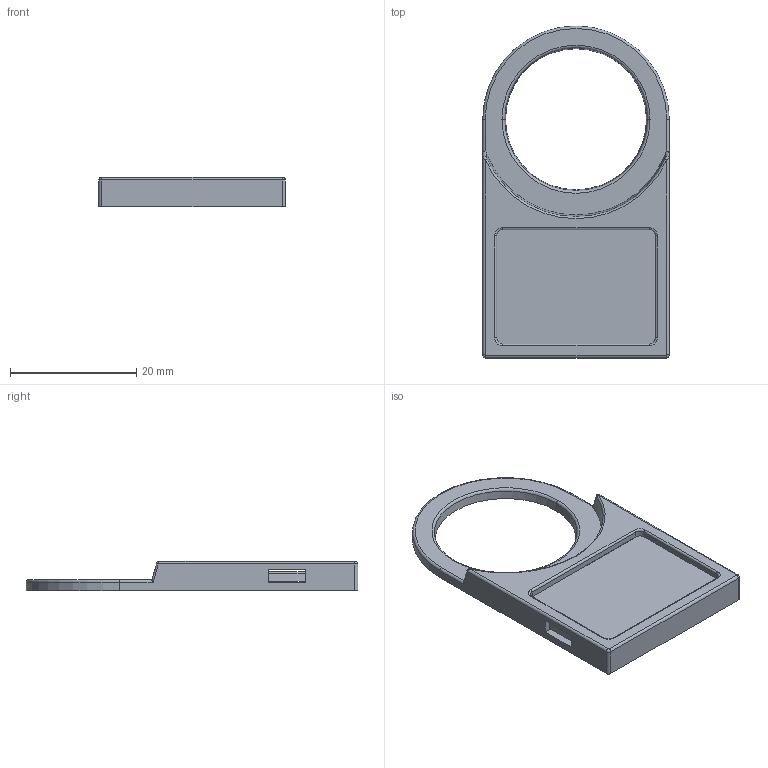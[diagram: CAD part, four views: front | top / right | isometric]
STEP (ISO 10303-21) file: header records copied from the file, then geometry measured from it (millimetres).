
FILE_DESCRIPTION((''),'2;1');
FILE_NAME('F-11','2023-07-05T',('Administrator'),('zyb.com'),'PRO/ENGINEER BY PARAMETRIC TECHNOLOGY CORPORATION, 2010280','PRO/ENGINEER BY PARAMETRIC TECHNOLOGY CORPORATION, 2010280','');
FILE_SCHEMA(('AUTOMOTIVE_DESIGN { 1 0 10303 214 1 1 1 1 }'));
Length unit declared in the file: millimetre
Products named in the file (1): F-11
Bounding box: 29.5 x 52.5 x 4.6 mm (x, y, z)
Volume: 2742 mm3; surface area: 4682.5 mm2
Topology: 1 solids, 1 shells, 88 faces, 217 edges, 134 vertices
Faces by surface type: cylinder 34, plane 33, torus 8, bspline 6, sphere 4, cone 3
Entity records: 3791 total; most frequent: CARTESIAN_POINT 958, DIRECTION 439, ORIENTED_EDGE 434, EDGE_CURVE 217, AXIS2_PLACEMENT_3D 160, VERTEX_POINT 134, VECTOR 119, LINE 119
